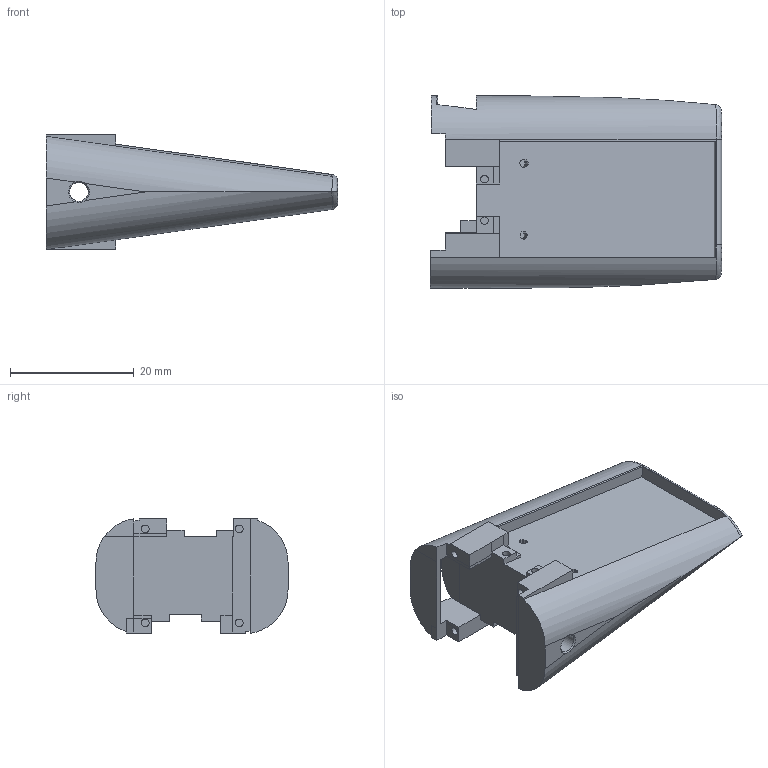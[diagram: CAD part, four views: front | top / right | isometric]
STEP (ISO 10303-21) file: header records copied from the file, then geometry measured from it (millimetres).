
FILE_DESCRIPTION(/* description */ (''),/* implementation_level */ '2;1');
FILE_NAME(/* name */ 'Mount.step',/* time_stamp */ '2025-07-05T07:30:12+02:00',/* author */ (''),/* organization */ (''),/* preprocessor_version */ 'ST-DEVELOPER v20.1',/* originating_system */ 'Autodesk Translation Framework v14.10.0.0',/* authorisation */ '');
FILE_SCHEMA (('AUTOMOTIVE_DESIGN { 1 0 10303 214 3 1 1 }'));
Length unit declared in the file: millimetre
Products named in the file (1): Butterfly 1
Bounding box: 47.13 x 31.09 x 18.53 mm (x, y, z)
Volume: 10420.2 mm3; surface area: 5011 mm2
Topology: 1 solids, 1 shells, 192 faces, 530 edges, 349 vertices
Faces by surface type: plane 167, cylinder 15, bspline 9, cone 1
Full cylindrical faces by diameter (mm): 1.25 x8, 3 x1
Entity records: 6214 total; most frequent: CARTESIAN_POINT 1273, ORIENTED_EDGE 1060, DIRECTION 942, EDGE_CURVE 530, LINE 468, VECTOR 468, VERTEX_POINT 349, AXIS2_PLACEMENT_3D 237
